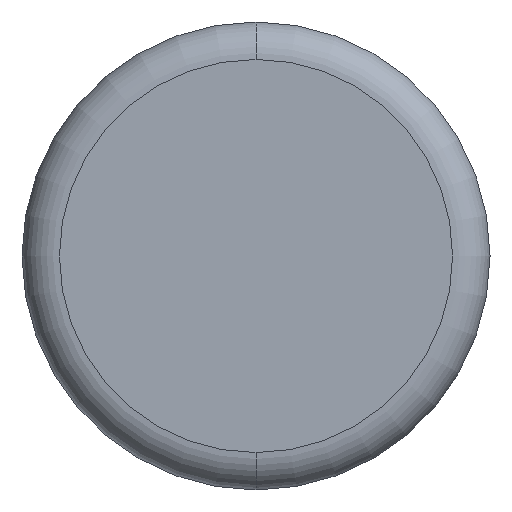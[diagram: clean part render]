
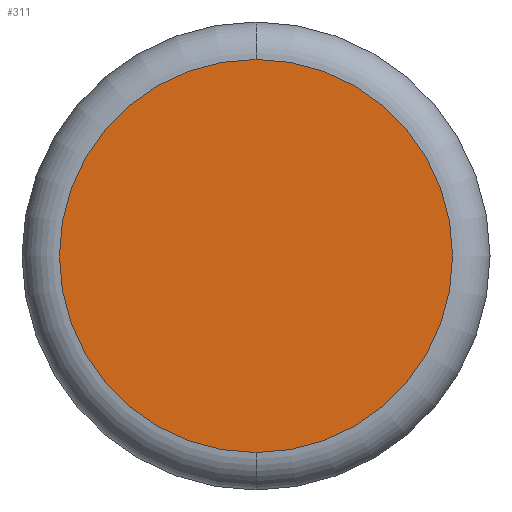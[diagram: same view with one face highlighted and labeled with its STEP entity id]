
A CAD part, front view. The second image highlights one B-rep face of the part: STEP entity #311.
In plain terms, the highlighted planar face has unit normal (0, -1, 0).
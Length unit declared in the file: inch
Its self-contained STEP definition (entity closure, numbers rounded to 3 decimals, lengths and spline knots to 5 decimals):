
#4 = CIRCLE ( 'NONE', #447, 0.21 ) ;
#28 = AXIS2_PLACEMENT_3D ( 'NONE', #99, #347, #181 ) ;
#30 = DIRECTION ( 'NONE',  ( 0., 0., -1. ) ) ;
#33 = FACE_OUTER_BOUND ( 'NONE', #230, .T. ) ;
#34 = PLANE ( 'NONE',  #89 ) ;
#66 = CARTESIAN_POINT ( 'NONE',  ( 0., 0., 0. ) ) ;
#89 = AXIS2_PLACEMENT_3D ( 'NONE', #66, #249, #243 ) ;
#99 = CARTESIAN_POINT ( 'NONE',  ( 0., 0., 0. ) ) ;
#146 = CIRCLE ( 'NONE', #28, 0.21 ) ;
#161 = ORIENTED_EDGE ( 'NONE', *, *, #189, .T. ) ;
#181 = DIRECTION ( 'NONE',  ( 0., 0., -1. ) ) ;
#183 = CARTESIAN_POINT ( 'NONE',  ( 0., 0., -0.21 ) ) ;
#189 = EDGE_CURVE ( 'NONE', #288, #229, #146, .T. ) ;
#200 = CARTESIAN_POINT ( 'NONE',  ( 0., 0., 0.21 ) ) ;
#229 = VERTEX_POINT ( 'NONE', #183 ) ;
#230 = EDGE_LOOP ( 'NONE', ( #240, #161 ) ) ;
#240 = ORIENTED_EDGE ( 'NONE', *, *, #300, .T. ) ;
#243 = DIRECTION ( 'NONE',  ( 0., 0., -1. ) ) ;
#249 = DIRECTION ( 'NONE',  ( 0., -1., 0. ) ) ;
#288 = VERTEX_POINT ( 'NONE', #200 ) ;
#300 = EDGE_CURVE ( 'NONE', #229, #288, #4, .T. ) ;
#311 = ADVANCED_FACE ( 'NONE', ( #33 ), #34, .T. ) ;
#347 = DIRECTION ( 'NONE',  ( 0., -1., 0. ) ) ;
#399 = CARTESIAN_POINT ( 'NONE',  ( 0., 0., 0. ) ) ;
#447 = AXIS2_PLACEMENT_3D ( 'NONE', #399, #449, #30 ) ;
#449 = DIRECTION ( 'NONE',  ( 0., -1., 0. ) ) ;
